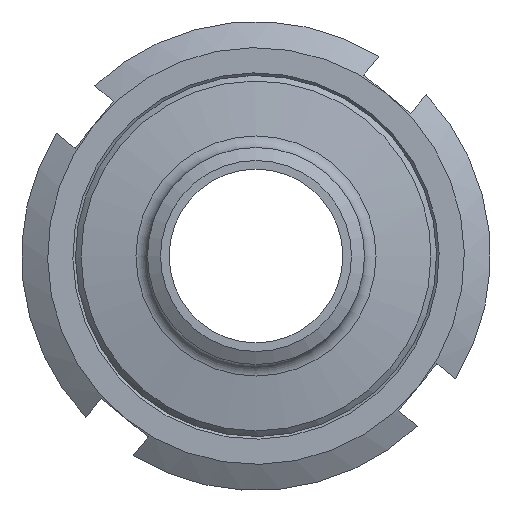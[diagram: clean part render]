
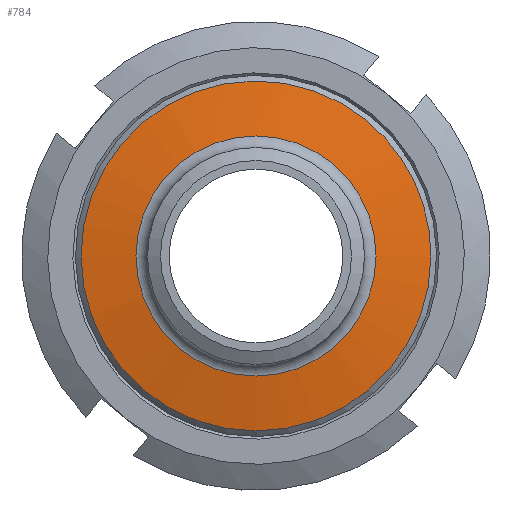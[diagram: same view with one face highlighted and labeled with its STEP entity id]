
A CAD part, left-side view. The second image highlights one B-rep face of the part: STEP entity #784.
In plain terms, the highlighted conical face has half-angle 80 degrees and reference radius 17.321 mm.
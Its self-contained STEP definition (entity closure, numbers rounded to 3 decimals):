
#119=FACE_BOUND('',#213,.T.);
#152=FACE_OUTER_BOUND('',#212,.T.);
#212=EDGE_LOOP('',(#518));
#213=EDGE_LOOP('',(#519));
#296=CIRCLE('',#843,20.149);
#299=CIRCLE('',#847,13.822);
#344=VERTEX_POINT('',#1177);
#347=VERTEX_POINT('',#1184);
#416=EDGE_CURVE('',#344,#344,#296,.T.);
#419=EDGE_CURVE('',#347,#347,#299,.T.);
#518=ORIENTED_EDGE('',*,*,#416,.T.);
#519=ORIENTED_EDGE('',*,*,#419,.F.);
#705=CONICAL_SURFACE('',#850,17.321,80.);
#784=ADVANCED_FACE('',(#152,#119),#705,.T.);
#843=AXIS2_PLACEMENT_3D('',#1178,#951,#952);
#847=AXIS2_PLACEMENT_3D('',#1185,#959,#960);
#850=AXIS2_PLACEMENT_3D('',#1189,#965,#966);
#951=DIRECTION('center_axis',(-1.,0.,0.));
#952=DIRECTION('ref_axis',(0.,1.,0.));
#959=DIRECTION('center_axis',(-1.,0.,0.));
#960=DIRECTION('ref_axis',(0.,-1.,0.));
#965=DIRECTION('center_axis',(1.,0.,0.));
#966=DIRECTION('ref_axis',(0.,1.,0.));
#1177=CARTESIAN_POINT('',(-14.351,-20.149,0.));
#1178=CARTESIAN_POINT('Origin',(-14.351,0.,0.));
#1184=CARTESIAN_POINT('',(-15.467,13.822,0.));
#1185=CARTESIAN_POINT('Origin',(-15.467,0.,0.));
#1189=CARTESIAN_POINT('Origin',(-14.85,0.,0.));
